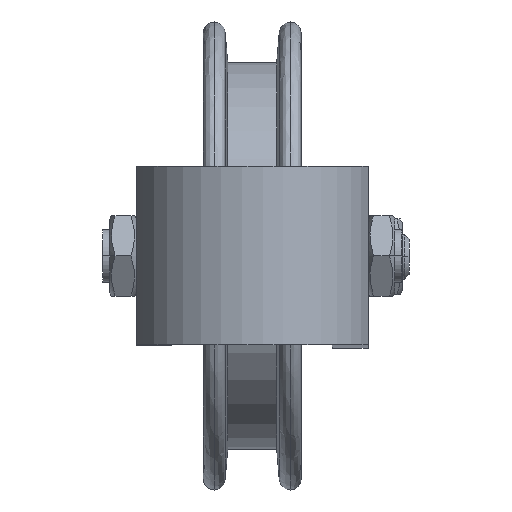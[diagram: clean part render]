
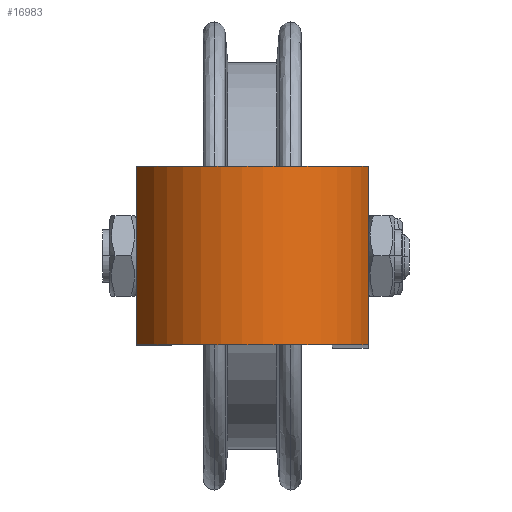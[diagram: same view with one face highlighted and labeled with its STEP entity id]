
A CAD part, top view. The second image highlights one B-rep face of the part: STEP entity #16983.
In plain terms, the highlighted cylindrical face has radius 26.9 mm (diameter 53.8 mm), a partial arc.
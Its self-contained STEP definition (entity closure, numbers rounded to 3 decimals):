
#521 = CARTESIAN_POINT ( 'NONE',  ( -26., 20., 50. ) ) ;
#1567 = DIRECTION ( 'NONE',  ( 0., 0., -1. ) ) ;
#2027 = DIRECTION ( 'NONE',  ( 0., 0., -1. ) ) ;
#2186 = EDGE_CURVE ( 'NONE', #16781, #7243, #16751, .T. ) ;
#2996 = CARTESIAN_POINT ( 'NONE',  ( 0., 20., 43.1 ) ) ;
#3132 = DIRECTION ( 'NONE',  ( 0., 1., 0. ) ) ;
#3273 = CARTESIAN_POINT ( 'NONE',  ( 26., 20., 50. ) ) ;
#5462 = AXIS2_PLACEMENT_3D ( 'NONE', #9732, #3132, #2027 ) ;
#5596 = EDGE_CURVE ( 'NONE', #7243, #10038, #15096, .T. ) ;
#5964 = CIRCLE ( 'NONE', #12804, 26.9 ) ;
#6198 = ORIENTED_EDGE ( 'NONE', *, *, #17056, .T. ) ;
#6882 = ORIENTED_EDGE ( 'NONE', *, *, #2186, .T. ) ;
#7243 = VERTEX_POINT ( 'NONE', #8064 ) ;
#8064 = CARTESIAN_POINT ( 'NONE',  ( 26., -20., 50. ) ) ;
#8587 = DIRECTION ( 'NONE',  ( 0., 1., 0. ) ) ;
#8638 = ORIENTED_EDGE ( 'NONE', *, *, #11895, .F. ) ;
#9201 = VERTEX_POINT ( 'NONE', #15152 ) ;
#9374 = DIRECTION ( 'NONE',  ( 0., 1., 0. ) ) ;
#9732 = CARTESIAN_POINT ( 'NONE',  ( 0., -20., 43.1 ) ) ;
#10038 = VERTEX_POINT ( 'NONE', #12735 ) ;
#11299 = DIRECTION ( 'NONE',  ( 0., -1., 0. ) ) ;
#11895 = EDGE_CURVE ( 'NONE', #9201, #10038, #5964, .T. ) ;
#12080 = CARTESIAN_POINT ( 'NONE',  ( 0., 20., 43.1 ) ) ;
#12289 = ORIENTED_EDGE ( 'NONE', *, *, #5596, .T. ) ;
#12322 = LINE ( 'NONE', #521, #15274 ) ;
#12410 = DIRECTION ( 'NONE',  ( 0., 0., -1. ) ) ;
#12439 = CARTESIAN_POINT ( 'NONE',  ( -26., -20., 50. ) ) ;
#12504 = DIRECTION ( 'NONE',  ( 0., -1., 0. ) ) ;
#12735 = CARTESIAN_POINT ( 'NONE',  ( 26., 20., 50. ) ) ;
#12804 = AXIS2_PLACEMENT_3D ( 'NONE', #12080, #9374, #1567 ) ;
#13175 = VECTOR ( 'NONE', #8587, 1000. ) ;
#13292 = CYLINDRICAL_SURFACE ( 'NONE', #16111, 26.9 ) ;
#14566 = FACE_OUTER_BOUND ( 'NONE', #16753, .T. ) ;
#15096 = LINE ( 'NONE', #3273, #13175 ) ;
#15152 = CARTESIAN_POINT ( 'NONE',  ( -26., 20., 50. ) ) ;
#15274 = VECTOR ( 'NONE', #12504, 1000. ) ;
#16111 = AXIS2_PLACEMENT_3D ( 'NONE', #2996, #11299, #12410 ) ;
#16751 = CIRCLE ( 'NONE', #5462, 26.9 ) ;
#16753 = EDGE_LOOP ( 'NONE', ( #8638, #6198, #6882, #12289 ) ) ;
#16781 = VERTEX_POINT ( 'NONE', #12439 ) ;
#16983 = ADVANCED_FACE ( 'NONE', ( #14566 ), #13292, .T. ) ;
#17056 = EDGE_CURVE ( 'NONE', #9201, #16781, #12322, .T. ) ;
